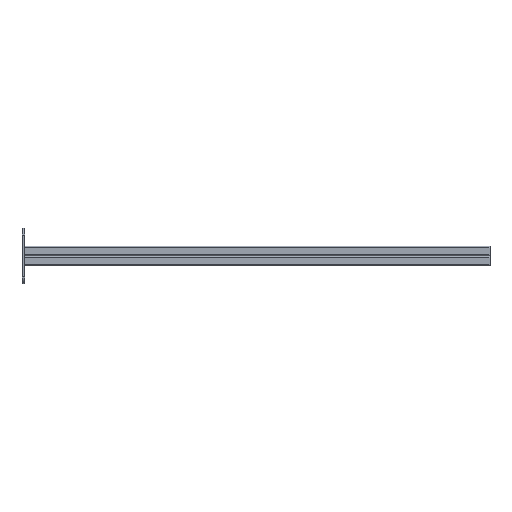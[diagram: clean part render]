
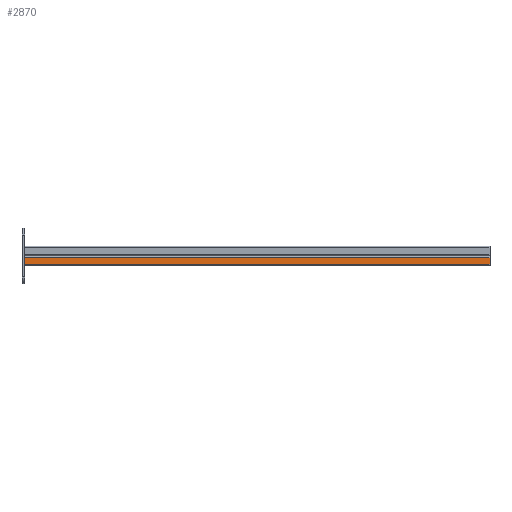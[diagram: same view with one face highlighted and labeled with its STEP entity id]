
A CAD part, left-side view. The second image highlights one B-rep face of the part: STEP entity #2870.
In plain terms, the highlighted planar face has unit normal (-1, 0, 0).
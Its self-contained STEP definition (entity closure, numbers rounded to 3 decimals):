
#470 = DIRECTION ( 'NONE',  ( 0., 0., -1. ) ) ;
#475 = DIRECTION ( 'NONE',  ( 0., 0., 1. ) ) ;
#476 = CARTESIAN_POINT ( 'NONE',  ( -20.5, 500., -21. ) ) ;
#489 = CARTESIAN_POINT ( 'NONE',  ( -20.5, -500., -21. ) ) ;
#597 = CARTESIAN_POINT ( 'NONE',  ( -20.5, 500., -3.5 ) ) ;
#854 = CARTESIAN_POINT ( 'NONE',  ( -20.5, -500., -3.5 ) ) ;
#868 = CARTESIAN_POINT ( 'NONE',  ( -20.5, 500., -17.5 ) ) ;
#983 = CARTESIAN_POINT ( 'NONE',  ( -20.5, -500., -17.5 ) ) ;
#1723 = EDGE_LOOP ( 'NONE', ( #5457, #5458, #5459, #5460 ) ) ;
#2469 = DIRECTION ( 'NONE',  ( 0., 1., 0. ) ) ;
#2470 = CARTESIAN_POINT ( 'NONE',  ( -20.5, -1500., -3.5 ) ) ;
#2471 = DIRECTION ( 'NONE',  ( 0., 1., 0. ) ) ;
#2488 = CARTESIAN_POINT ( 'NONE',  ( -20.5, -1500., -17.5 ) ) ;
#2870 = ADVANCED_FACE ( 'NONE', ( #3694 ), #5035, .T. ) ;
#3275 = VERTEX_POINT ( 'NONE', #854 ) ;
#3337 = VERTEX_POINT ( 'NONE', #868 ) ;
#3429 = VERTEX_POINT ( 'NONE', #983 ) ;
#3496 = VECTOR ( 'NONE', #470, 1000. ) ;
#3498 = LINE ( 'NONE', #489, #3496 ) ;
#3499 = VECTOR ( 'NONE', #475, 1000. ) ;
#3501 = LINE ( 'NONE', #476, #3499 ) ;
#3503 = VECTOR ( 'NONE', #2469, 1000. ) ;
#3505 = LINE ( 'NONE', #2470, #3503 ) ;
#3674 = AXIS2_PLACEMENT_3D ( 'NONE', #4967, #5004, #5003 ) ;
#3694 = FACE_OUTER_BOUND ( 'NONE', #1723, .T. ) ;
#3858 = EDGE_CURVE ( 'NONE', #3429, #3337, #4415, .T. ) ;
#3867 = EDGE_CURVE ( 'NONE', #3275, #5617, #3505, .T. ) ;
#3870 = EDGE_CURVE ( 'NONE', #3337, #5617, #3501, .T. ) ;
#3872 = EDGE_CURVE ( 'NONE', #3275, #3429, #3498, .T. ) ;
#4413 = VECTOR ( 'NONE', #2471, 1000. ) ;
#4415 = LINE ( 'NONE', #2488, #4413 ) ;
#4967 = CARTESIAN_POINT ( 'NONE',  ( -20.5, -1500., -17.5 ) ) ;
#5003 = DIRECTION ( 'NONE',  ( 0., 0., 1. ) ) ;
#5004 = DIRECTION ( 'NONE',  ( -1., 0., 0. ) ) ;
#5035 = PLANE ( 'NONE',  #3674 ) ;
#5457 = ORIENTED_EDGE ( 'NONE', *, *, #3867, .T. ) ;
#5458 = ORIENTED_EDGE ( 'NONE', *, *, #3870, .F. ) ;
#5459 = ORIENTED_EDGE ( 'NONE', *, *, #3858, .F. ) ;
#5460 = ORIENTED_EDGE ( 'NONE', *, *, #3872, .F. ) ;
#5617 = VERTEX_POINT ( 'NONE', #597 ) ;
